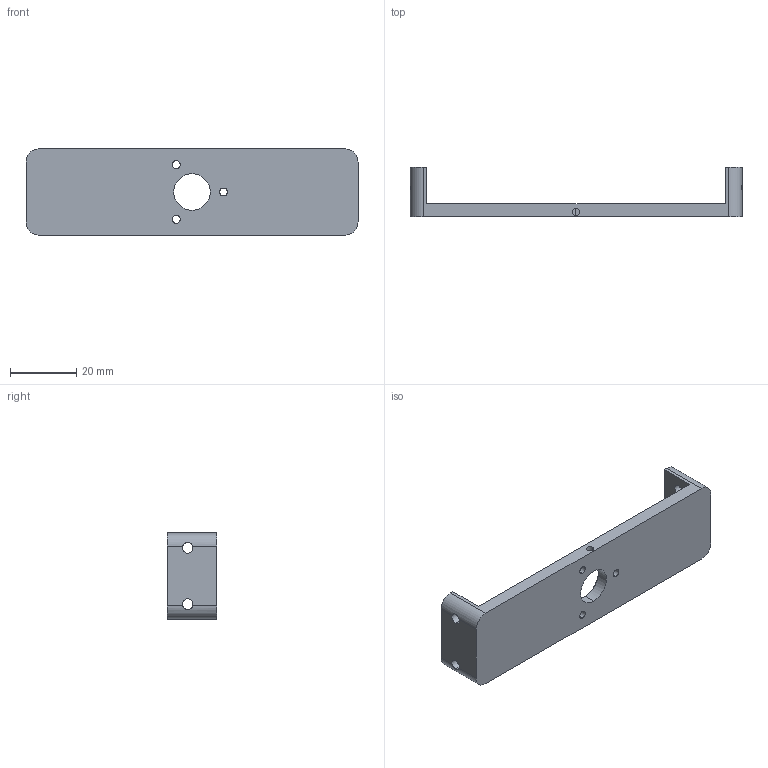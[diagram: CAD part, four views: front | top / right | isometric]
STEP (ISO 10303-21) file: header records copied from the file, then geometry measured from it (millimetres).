
FILE_DESCRIPTION (( 'STEP AP214' ), '1' );
FILE_NAME ('魔方机器人--旋转臂底部.STEP', '2025-07-27T08:31:35', ( '' ), ( '' ), 'SwSTEP 2.0', 'SolidWorks 2025', '' );
FILE_SCHEMA (( 'AUTOMOTIVE_DESIGN' ));
Length unit declared in the file: millimetre
Products named in the file (1): 魔方机器人--旋转臂底部
Bounding box: 100 x 15 x 26 mm (x, y, z)
Volume: 12295.2 mm3; surface area: 7760.8 mm2
Topology: 1 solids, 1 shells, 64 faces, 177 edges, 118 vertices
Faces by surface type: cylinder 46, plane 18
Entity records: 2362 total; most frequent: CARTESIAN_POINT 604, DIRECTION 369, ORIENTED_EDGE 354, EDGE_CURVE 177, AXIS2_PLACEMENT_3D 147, VERTEX_POINT 118, EDGE_LOOP 93, CIRCLE 82
